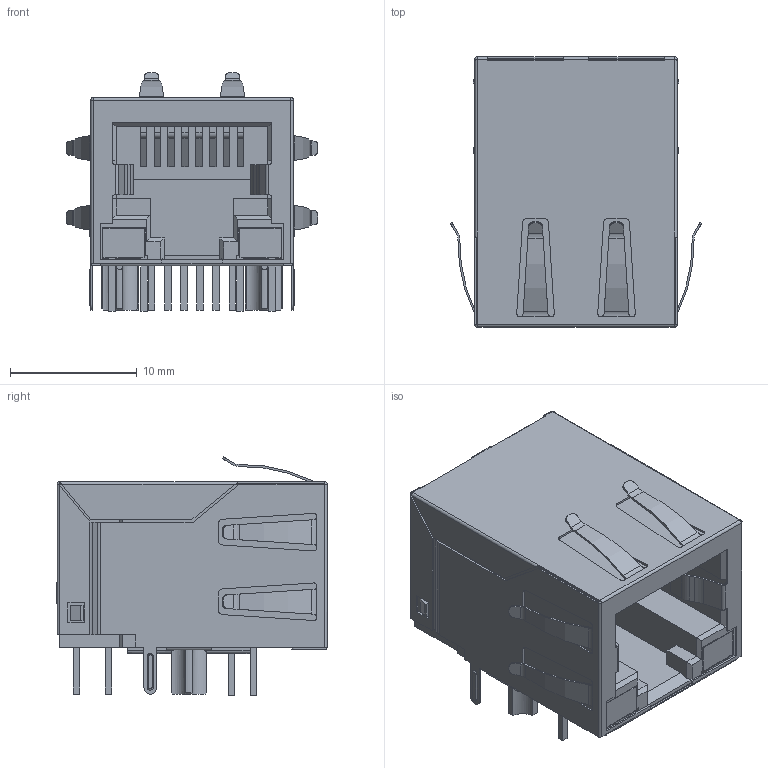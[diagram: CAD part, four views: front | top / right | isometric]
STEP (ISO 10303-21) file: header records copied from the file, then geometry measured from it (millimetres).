
FILE_DESCRIPTION((''),'2;1');
FILE_NAME('RJ45-TH_J1B1211CCD','2022-12-01T10:27:19',('win'),(''),'CREO PARAMETRIC BY PTC INC, 2020033','CREO PARAMETRIC BY PTC INC, 2020033','');
FILE_SCHEMA(('AUTOMOTIVE_DESIGN { 1 0 10303 214 1 1 1 1 }'));
Length unit declared in the file: millimetre
Products named in the file (1): RJ45-TH_J1B1211CCD
Bounding box: 19.9 x 21.35 x 18.87 mm (x, y, z)
Volume: 3155.3 mm3; surface area: 5217.5 mm2
Topology: 2 solids, 2 shells, 769 faces, 2155 edges, 1420 vertices
Faces by surface type: plane 504, cylinder 176, extrusion 73, cone 8, sphere 4, torus 4
Entity records: 29972 total; most frequent: CARTESIAN_POINT 5922, ORIENTED_EDGE 4310, DIRECTION 3592, EDGE_CURVE 2155, VECTOR 1658, LINE 1585, VERTEX_POINT 1420, AXIS2_PLACEMENT_3D 967
